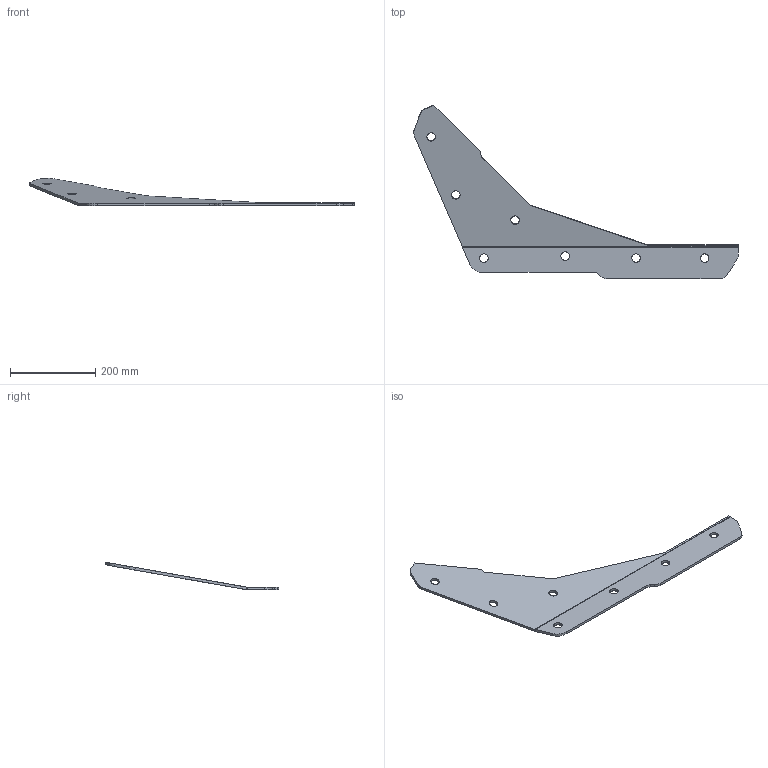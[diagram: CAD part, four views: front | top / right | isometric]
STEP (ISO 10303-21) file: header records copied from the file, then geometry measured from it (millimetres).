
FILE_DESCRIPTION (( 'STEP AP203' ), '1' );
FILE_NAME ('M5 - erpAynalama33360_takviye 2.IGS_Default_sldprt.STEP', '2023-01-17T08:17:23', ( '' ), ( '' ), 'SwSTEP 2.0', 'SolidWorks 2019', '' );
FILE_SCHEMA (( 'CONFIG_CONTROL_DESIGN' ));
Length unit declared in the file: millimetre
Products named in the file (1): M5 - erpAynalama33360_takviye 2.IGS_Default_sldprt
Bounding box: 761.39 x 408.17 x 64.61 mm (x, y, z)
Volume: 625219.6 mm3; surface area: 222805.3 mm2
Topology: 1 solids, 1 shells, 44 faces, 118 edges, 76 vertices
Faces by surface type: bspline 44
Entity records: 1957 total; most frequent: CARTESIAN_POINT 1169, ORIENTED_EDGE 236, EDGE_CURVE 118, B_SPLINE_CURVE_WITH_KNOTS 93, VERTEX_POINT 76, EDGE_LOOP 58, ADVANCED_FACE 44, FACE_OUTER_BOUND 44
